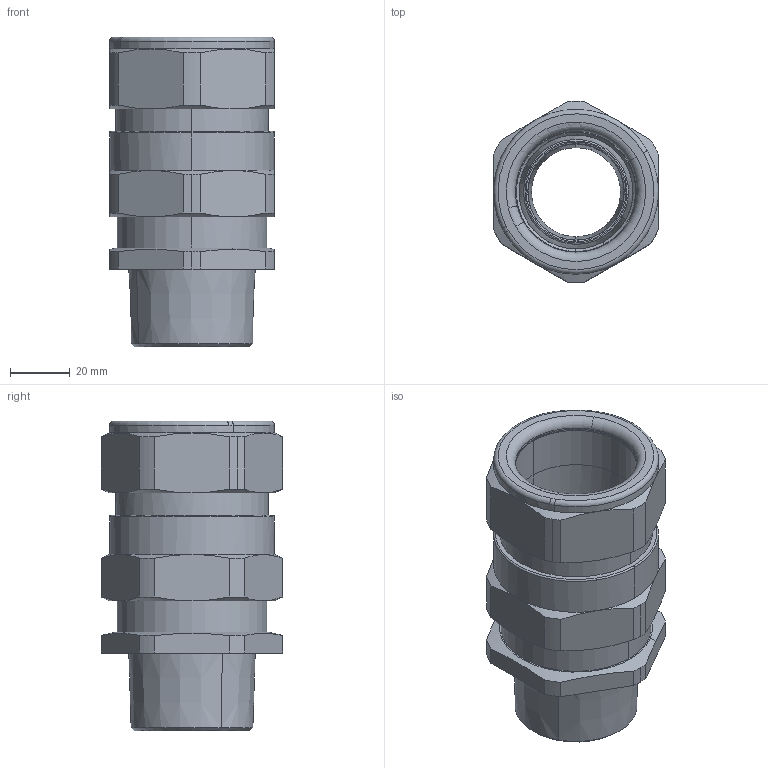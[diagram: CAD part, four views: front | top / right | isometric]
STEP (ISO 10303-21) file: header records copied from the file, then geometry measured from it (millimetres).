
FILE_DESCRIPTION(('CATIA V5 STEP Exchange','CAx-IF Rec.Pracs.--- Model Styling and Organization---1.4--- 2014-01-23'),'2;1');
FILE_NAME ('200983-1_0_1188990000_1188990000.stp','2022-12-13T01:19:30+00:00',('none'),('Weidmueller'),'CATIA Version 5-6 Release 2016 SP3 HF44','CATIA V5 STEP AP214','none');
FILE_SCHEMA(('AUTOMOTIVE_DESIGN { 1 0 10303 214 1 1 1 1 }'));
Length unit declared in the file: millimetre
Products named in the file (1): E1W/40/NPT1-1/4-WM
Bounding box: 55 x 60.5 x 103.4 mm (x, y, z)
Volume: 108105.8 mm3; surface area: 57935.5 mm2
Topology: 3 solids, 3 shells, 230 faces, 541 edges, 334 vertices
Faces by surface type: cone 82, cylinder 70, plane 41, torus 37
Entity records: 6458 total; most frequent: CARTESIAN_POINT 1490, ORIENTED_EDGE 1082, DIRECTION 832, EDGE_CURVE 541, AXIS2_PLACEMENT_3D 495, VERTEX_POINT 334, CIRCLE 308, EDGE_LOOP 253
